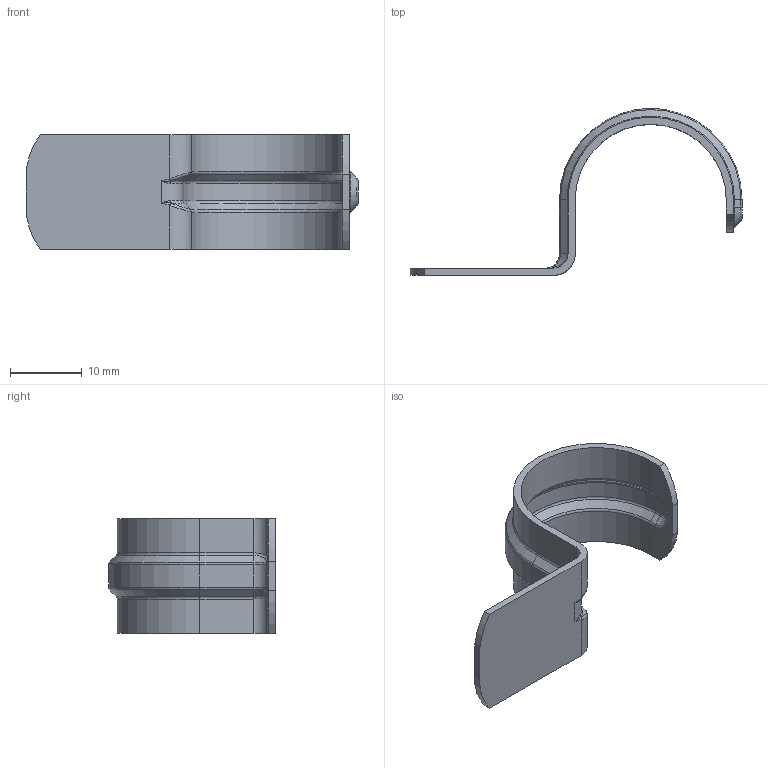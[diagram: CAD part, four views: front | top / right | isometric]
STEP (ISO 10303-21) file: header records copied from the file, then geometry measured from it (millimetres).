
FILE_DESCRIPTION(/* description */ (''),/* implementation_level */ '2;1');
FILE_NAME(/* name */ '',/* time_stamp */ '2025-06-23T16:16:24+07:00',/* author */ ('zeta-72'),/* organization */ (''),/* preprocessor_version */ 'ST-DEVELOPER v19.2',/* originating_system */ 'Autodesk Inventor 2024',/* authorisation */ '');
FILE_SCHEMA (('AUTOMOTIVE_DESIGN { 1 0 10303 214 3 1 1 }'));
Length unit declared in the file: millimetre
Products named in the file (1): -06
Bounding box: 46.2 x 23.2 x 16 mm (x, y, z)
Volume: 1170.5 mm3; surface area: 2503.4 mm2
Topology: 1 solids, 1 shells, 167 faces, 414 edges, 250 vertices
Faces by surface type: plane 56, bspline 48, cylinder 37, torus 16, cone 10
Entity records: 6277 total; most frequent: CARTESIAN_POINT 2543, ORIENTED_EDGE 820, DIRECTION 678, EDGE_CURVE 410, VERTEX_POINT 250, AXIS2_PLACEMENT_3D 242, LINE 194, VECTOR 194
